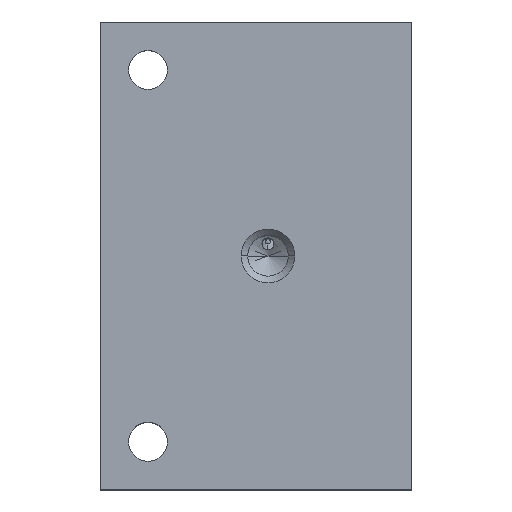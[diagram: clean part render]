
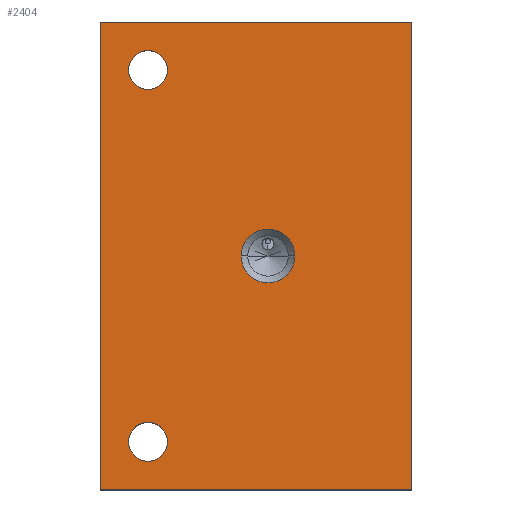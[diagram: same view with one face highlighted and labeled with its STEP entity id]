
A CAD part, top view. The second image highlights one B-rep face of the part: STEP entity #2404.
In plain terms, the highlighted planar face has unit normal (0, 0, 1).
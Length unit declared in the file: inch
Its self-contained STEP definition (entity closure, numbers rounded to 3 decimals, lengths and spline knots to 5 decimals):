
#113=DIRECTION('',(0.,-1.,0.));
#114=VECTOR('',#113,4.875);
#115=CARTESIAN_POINT('',(0.,0.,1.5));
#116=LINE('',#115,#114);
#117=DIRECTION('',(-1.,0.,0.));
#118=VECTOR('',#117,3.25);
#119=CARTESIAN_POINT('',(3.25,0.,1.5));
#120=LINE('',#119,#118);
#121=DIRECTION('',(0.,1.,0.));
#122=VECTOR('',#121,4.875);
#123=CARTESIAN_POINT('',(3.25,-4.875,1.5));
#124=LINE('',#123,#122);
#125=DIRECTION('',(1.,0.,0.));
#126=VECTOR('',#125,3.25);
#127=CARTESIAN_POINT('',(0.,-4.875,1.5));
#128=LINE('',#127,#126);
#129=CARTESIAN_POINT('',(0.5,-0.5,1.5));
#130=DIRECTION('',(0.,0.,-1.));
#131=DIRECTION('',(-1.,0.,0.));
#132=AXIS2_PLACEMENT_3D('',#129,#130,#131);
#134=CARTESIAN_POINT('',(0.5,-0.5,1.5));
#135=DIRECTION('',(0.,0.,-1.));
#136=DIRECTION('',(1.,0.,0.));
#137=AXIS2_PLACEMENT_3D('',#134,#135,#136);
#139=CARTESIAN_POINT('',(0.5,-4.375,1.5));
#140=DIRECTION('',(0.,0.,-1.));
#141=DIRECTION('',(-1.,0.,0.));
#142=AXIS2_PLACEMENT_3D('',#139,#140,#141);
#144=CARTESIAN_POINT('',(0.5,-4.375,1.5));
#145=DIRECTION('',(0.,0.,-1.));
#146=DIRECTION('',(1.,0.,0.));
#147=AXIS2_PLACEMENT_3D('',#144,#145,#146);
#149=CARTESIAN_POINT('',(1.75,-2.438,1.5));
#150=DIRECTION('',(0.,0.,-1.));
#151=DIRECTION('',(-1.,0.,0.));
#152=AXIS2_PLACEMENT_3D('',#149,#150,#151);
#154=CARTESIAN_POINT('',(1.75,-2.438,1.5));
#155=DIRECTION('',(0.,0.,-1.));
#156=DIRECTION('',(1.,0.,0.));
#157=AXIS2_PLACEMENT_3D('',#154,#155,#156);
#1984=CARTESIAN_POINT('',(0.,0.,1.5));
#1985=CARTESIAN_POINT('',(0.,-4.875,1.5));
#1986=VERTEX_POINT('',#1984);
#1987=VERTEX_POINT('',#1985);
#1988=CARTESIAN_POINT('',(3.25,-4.875,1.5));
#1989=VERTEX_POINT('',#1988);
#1990=CARTESIAN_POINT('',(3.25,0.,1.5));
#1991=VERTEX_POINT('',#1990);
#1996=CARTESIAN_POINT('',(0.297,-0.5,1.5));
#1997=CARTESIAN_POINT('',(0.703,-0.5,1.5));
#1998=VERTEX_POINT('',#1996);
#1999=VERTEX_POINT('',#1997);
#2004=CARTESIAN_POINT('',(0.297,-4.375,1.5));
#2005=CARTESIAN_POINT('',(0.703,-4.375,1.5));
#2006=VERTEX_POINT('',#2004);
#2007=VERTEX_POINT('',#2005);
#2018=CARTESIAN_POINT('',(2.03,-2.438,1.5));
#2019=VERTEX_POINT('',#2018);
#2020=CARTESIAN_POINT('',(1.47,-2.438,1.5));
#2021=VERTEX_POINT('',#2020);
#2375=CARTESIAN_POINT('',(0.,0.,1.5));
#2376=DIRECTION('',(0.,0.,1.));
#2377=DIRECTION('',(1.,0.,0.));
#2378=AXIS2_PLACEMENT_3D('',#2375,#2376,#2377);
#2379=PLANE('',#2378);
#2380=ORIENTED_EDGE('',*,*,#2291,.F.);
#2381=ORIENTED_EDGE('',*,*,#2318,.F.);
#2382=ORIENTED_EDGE('',*,*,#2338,.F.);
#2383=ORIENTED_EDGE('',*,*,#2363,.F.);
#2384=EDGE_LOOP('',(#2380,#2381,#2382,#2383));
#2385=FACE_OUTER_BOUND('',#2384,.F.);
#2387=ORIENTED_EDGE('',*,*,#2386,.F.);
#2389=ORIENTED_EDGE('',*,*,#2388,.F.);
#2390=EDGE_LOOP('',(#2387,#2389));
#2391=FACE_BOUND('',#2390,.F.);
#2393=ORIENTED_EDGE('',*,*,#2392,.F.);
#2395=ORIENTED_EDGE('',*,*,#2394,.F.);
#2396=EDGE_LOOP('',(#2393,#2395));
#2397=FACE_BOUND('',#2396,.F.);
#2399=ORIENTED_EDGE('',*,*,#2398,.F.);
#2401=ORIENTED_EDGE('',*,*,#2400,.F.);
#2402=EDGE_LOOP('',(#2399,#2401));
#2403=FACE_BOUND('',#2402,.F.);
#2404=ADVANCED_FACE('',(#2385,#2391,#2397,#2403),#2379,.T.);
#133=CIRCLE('',#132,0.203);
#138=CIRCLE('',#137,0.203);
#143=CIRCLE('',#142,0.203);
#148=CIRCLE('',#147,0.203);
#153=CIRCLE('',#152,0.28);
#158=CIRCLE('',#157,0.28);
#2291=EDGE_CURVE('',#1986,#1987,#116,.T.);
#2318=EDGE_CURVE('',#1991,#1986,#120,.T.);
#2338=EDGE_CURVE('',#1989,#1991,#124,.T.);
#2363=EDGE_CURVE('',#1987,#1989,#128,.T.);
#2386=EDGE_CURVE('',#1998,#1999,#133,.T.);
#2388=EDGE_CURVE('',#1999,#1998,#138,.T.);
#2392=EDGE_CURVE('',#2006,#2007,#143,.T.);
#2394=EDGE_CURVE('',#2007,#2006,#148,.T.);
#2398=EDGE_CURVE('',#2021,#2019,#153,.T.);
#2400=EDGE_CURVE('',#2019,#2021,#158,.T.);
